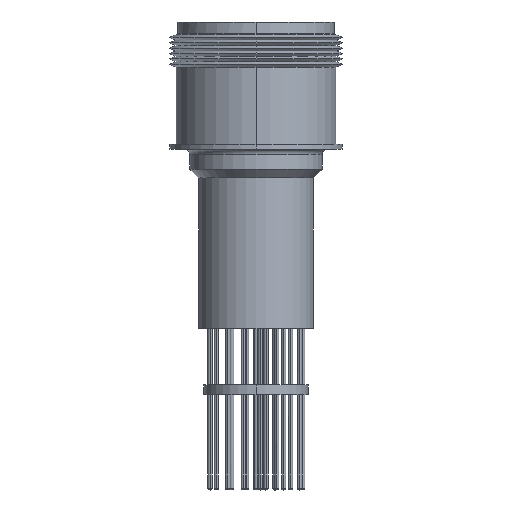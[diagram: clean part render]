
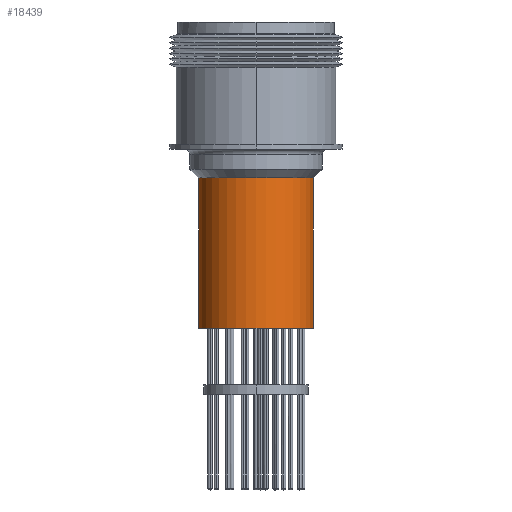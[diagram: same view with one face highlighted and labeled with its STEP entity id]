
A CAD part, left-side view. The second image highlights one B-rep face of the part: STEP entity #18439.
In plain terms, the highlighted cylindrical face has radius 18.986 mm (diameter 37.973 mm), a partial arc.
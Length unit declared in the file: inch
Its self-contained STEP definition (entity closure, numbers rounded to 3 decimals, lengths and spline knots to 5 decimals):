
#1785 = CARTESIAN_POINT ( 'NONE',  ( 0., -0.7475, -0.865 ) ) ;
#4719 = LINE ( 'NONE', #33310, #4731 ) ;
#4730 = LINE ( 'NONE', #33314, #4733 ) ;
#4731 = VECTOR ( 'NONE', #33302, 39.37008 ) ;
#4733 = VECTOR ( 'NONE', #33315, 39.37008 ) ;
#6703 = CIRCLE ( 'NONE', #20148, 0.7475 ) ;
#6704 = CIRCLE ( 'NONE', #20149, 0.7475 ) ;
#7807 = FACE_OUTER_BOUND ( 'NONE', #22625, .T. ) ;
#7818 = CYLINDRICAL_SURFACE ( 'NONE', #27664, 0.7475 ) ;
#9159 = VERTEX_POINT ( 'NONE', #19888 ) ;
#9264 = VERTEX_POINT ( 'NONE', #19847 ) ;
#9544 = VERTEX_POINT ( 'NONE', #19716 ) ;
#10910 = ORIENTED_EDGE ( 'NONE', *, *, #12898, .F. ) ;
#10916 = ORIENTED_EDGE ( 'NONE', *, *, #26044, .F. ) ;
#11181 = ORIENTED_EDGE ( 'NONE', *, *, #12897, .T. ) ;
#11201 = ORIENTED_EDGE ( 'NONE', *, *, #26045, .T. ) ;
#12897 = EDGE_CURVE ( 'NONE', #9264, #9544, #6703, .T. ) ;
#12898 = EDGE_CURVE ( 'NONE', #9159, #17538, #6704, .T. ) ;
#17538 = VERTEX_POINT ( 'NONE', #1785 ) ;
#18439 = ADVANCED_FACE ( 'NONE', ( #7807 ), #7818, .T. ) ;
#19716 = CARTESIAN_POINT ( 'NONE',  ( 0., -0.7475, -2.825 ) ) ;
#19847 = CARTESIAN_POINT ( 'NONE',  ( 0., 0.7475, -2.825 ) ) ;
#19888 = CARTESIAN_POINT ( 'NONE',  ( 0., 0.7475, -0.865 ) ) ;
#20148 = AXIS2_PLACEMENT_3D ( 'NONE', #25368, #25369, #25370 ) ;
#20149 = AXIS2_PLACEMENT_3D ( 'NONE', #25371, #25372, #25373 ) ;
#21574 = DIRECTION ( 'NONE',  ( 0., -1., 0. ) ) ;
#21580 = DIRECTION ( 'NONE',  ( 0., 0., 1. ) ) ;
#21582 = CARTESIAN_POINT ( 'NONE',  ( 0., 0., -0.08661 ) ) ;
#22625 = EDGE_LOOP ( 'NONE', ( #10916, #11181, #11201, #10910 ) ) ;
#25368 = CARTESIAN_POINT ( 'NONE',  ( 0., 0., -2.825 ) ) ;
#25369 = DIRECTION ( 'NONE',  ( 0., 0., 1. ) ) ;
#25370 = DIRECTION ( 'NONE',  ( 0., -1., 0. ) ) ;
#25371 = CARTESIAN_POINT ( 'NONE',  ( 0., 0., -0.865 ) ) ;
#25372 = DIRECTION ( 'NONE',  ( 0., 0., 1. ) ) ;
#25373 = DIRECTION ( 'NONE',  ( 0., -1., 0. ) ) ;
#26044 = EDGE_CURVE ( 'NONE', #9264, #9159, #4719, .T. ) ;
#26045 = EDGE_CURVE ( 'NONE', #9544, #17538, #4730, .T. ) ;
#27664 = AXIS2_PLACEMENT_3D ( 'NONE', #21582, #21580, #21574 ) ;
#33302 = DIRECTION ( 'NONE',  ( 0., 0., 1. ) ) ;
#33310 = CARTESIAN_POINT ( 'NONE',  ( 0., 0.7475, -0.08661 ) ) ;
#33314 = CARTESIAN_POINT ( 'NONE',  ( 0., -0.7475, -0.08661 ) ) ;
#33315 = DIRECTION ( 'NONE',  ( 0., 0., 1. ) ) ;
